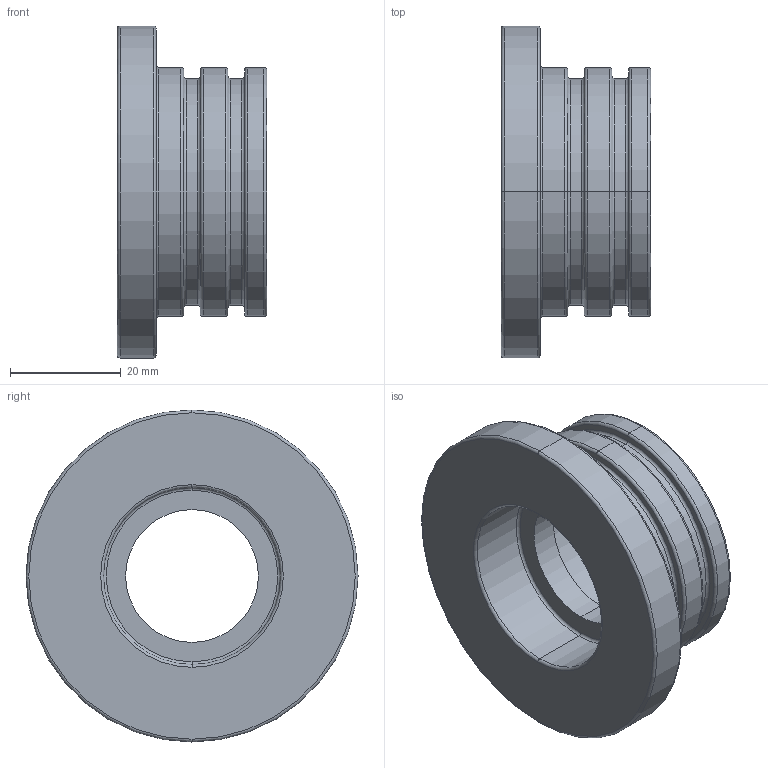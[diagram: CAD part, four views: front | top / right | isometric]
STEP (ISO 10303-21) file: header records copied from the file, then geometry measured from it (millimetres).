
FILE_DESCRIPTION (( 'STEP AP214' ), '1' );
FILE_NAME ('galet scierie.STEP', '2020-11-24T20:51:57', ( '' ), ( '' ), 'SwSTEP 2.0', 'SolidWorks 2018', '' );
FILE_SCHEMA (( 'AUTOMOTIVE_DESIGN' ));
Length unit declared in the file: millimetre
Products named in the file (1): galet scierie
Bounding box: 27 x 60 x 60 mm (x, y, z)
Volume: 30001.6 mm3; surface area: 12031 mm2
Topology: 1 solids, 1 shells, 59 faces, 118 edges, 68 vertices
Faces by surface type: torus 32, cylinder 18, plane 9
Entity records: 1594 total; most frequent: DIRECTION 338, CARTESIAN_POINT 246, ORIENTED_EDGE 236, AXIS2_PLACEMENT_3D 160, EDGE_CURVE 118, CIRCLE 100, EDGE_LOOP 68, VERTEX_POINT 68
